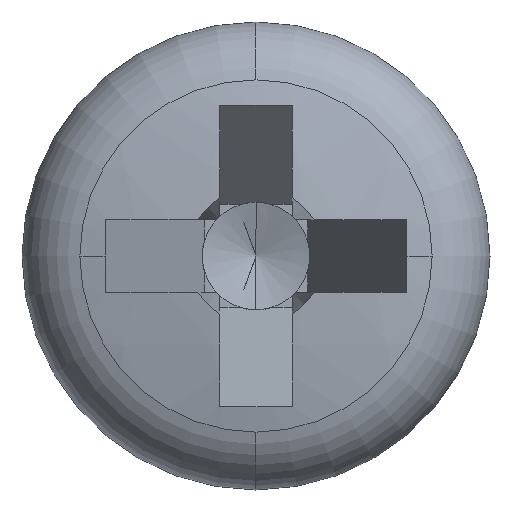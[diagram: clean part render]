
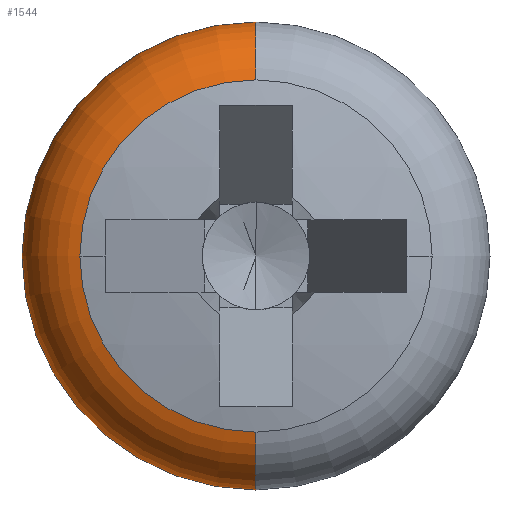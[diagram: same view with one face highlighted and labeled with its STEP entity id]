
A CAD part, left-side view. The second image highlights one B-rep face of the part: STEP entity #1544.
In plain terms, the highlighted toroidal (fillet/blend) face has major radius 1.05 mm and minor radius 0.5 mm.
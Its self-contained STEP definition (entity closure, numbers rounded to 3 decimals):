
#16 = VERTEX_POINT ( 'NONE', #2650 ) ;
#19 = ORIENTED_EDGE ( 'NONE', *, *, #2128, .F. ) ;
#83 = ORIENTED_EDGE ( 'NONE', *, *, #1698, .T. ) ;
#208 = VERTEX_POINT ( 'NONE', #1693 ) ;
#279 = AXIS2_PLACEMENT_3D ( 'NONE', #2309, #718, #295 ) ;
#295 = DIRECTION ( 'NONE',  ( 0., 0., 1. ) ) ;
#332 = CARTESIAN_POINT ( 'NONE',  ( 0.624, 0., -1.55 ) ) ;
#346 = CARTESIAN_POINT ( 'NONE',  ( 0.624, 0., 0. ) ) ;
#420 = AXIS2_PLACEMENT_3D ( 'NONE', #978, #2528, #1653 ) ;
#532 = DIRECTION ( 'NONE',  ( -1., 0., 0. ) ) ;
#589 = CARTESIAN_POINT ( 'NONE',  ( 0.624, 0., 1.55 ) ) ;
#598 = TOROIDAL_SURFACE ( 'NONE', #1396, 1.05, 0.5 ) ;
#716 = ORIENTED_EDGE ( 'NONE', *, *, #2541, .F. ) ;
#718 = DIRECTION ( 'NONE',  ( 0., 1., 0. ) ) ;
#726 = FACE_OUTER_BOUND ( 'NONE', #1004, .T. ) ;
#828 = CIRCLE ( 'NONE', #1950, 1.167 ) ;
#891 = VERTEX_POINT ( 'NONE', #332 ) ;
#972 = CIRCLE ( 'NONE', #420, 1.167 ) ;
#978 = CARTESIAN_POINT ( 'NONE',  ( 0.138, 0., 0. ) ) ;
#1004 = EDGE_LOOP ( 'NONE', ( #83, #1434, #716, #2061, #19 ) ) ;
#1006 = DIRECTION ( 'NONE',  ( -1., 0., 0. ) ) ;
#1203 = DIRECTION ( 'NONE',  ( 0., 0., 1. ) ) ;
#1214 = CARTESIAN_POINT ( 'NONE',  ( 0.624, 0., 1.05 ) ) ;
#1295 = CIRCLE ( 'NONE', #2568, 0.5 ) ;
#1338 = DIRECTION ( 'NONE',  ( -1., 0., 0. ) ) ;
#1380 = VERTEX_POINT ( 'NONE', #1424 ) ;
#1396 = AXIS2_PLACEMENT_3D ( 'NONE', #2520, #1338, #2043 ) ;
#1424 = CARTESIAN_POINT ( 'NONE',  ( 0.138, 1.167, 0. ) ) ;
#1434 = ORIENTED_EDGE ( 'NONE', *, *, #2551, .T. ) ;
#1544 = ADVANCED_FACE ( 'NONE', ( #726 ), #598, .T. ) ;
#1653 = DIRECTION ( 'NONE',  ( 0., 0., 1. ) ) ;
#1674 = DIRECTION ( 'NONE',  ( 0., -1., 0. ) ) ;
#1693 = CARTESIAN_POINT ( 'NONE',  ( 0.138, 0., 1.167 ) ) ;
#1698 = EDGE_CURVE ( 'NONE', #2701, #891, #2100, .T. ) ;
#1836 = EDGE_CURVE ( 'NONE', #208, #1380, #828, .T. ) ;
#1902 = DIRECTION ( 'NONE',  ( 0., 0., 1. ) ) ;
#1950 = AXIS2_PLACEMENT_3D ( 'NONE', #2351, #1006, #1902 ) ;
#2043 = DIRECTION ( 'NONE',  ( 0., 0., 1. ) ) ;
#2061 = ORIENTED_EDGE ( 'NONE', *, *, #1836, .F. ) ;
#2100 = CIRCLE ( 'NONE', #2433, 1.55 ) ;
#2117 = DIRECTION ( 'NONE',  ( 0., 0., -1. ) ) ;
#2128 = EDGE_CURVE ( 'NONE', #2701, #208, #1295, .T. ) ;
#2309 = CARTESIAN_POINT ( 'NONE',  ( 0.624, 0., -1.05 ) ) ;
#2351 = CARTESIAN_POINT ( 'NONE',  ( 0.138, 0., 0. ) ) ;
#2433 = AXIS2_PLACEMENT_3D ( 'NONE', #346, #532, #1203 ) ;
#2520 = CARTESIAN_POINT ( 'NONE',  ( 0.624, 0., 0. ) ) ;
#2528 = DIRECTION ( 'NONE',  ( -1., 0., 0. ) ) ;
#2541 = EDGE_CURVE ( 'NONE', #1380, #16, #972, .T. ) ;
#2551 = EDGE_CURVE ( 'NONE', #891, #16, #2619, .T. ) ;
#2568 = AXIS2_PLACEMENT_3D ( 'NONE', #1214, #1674, #2117 ) ;
#2619 = CIRCLE ( 'NONE', #279, 0.5 ) ;
#2650 = CARTESIAN_POINT ( 'NONE',  ( 0.138, 0., -1.167 ) ) ;
#2701 = VERTEX_POINT ( 'NONE', #589 ) ;
